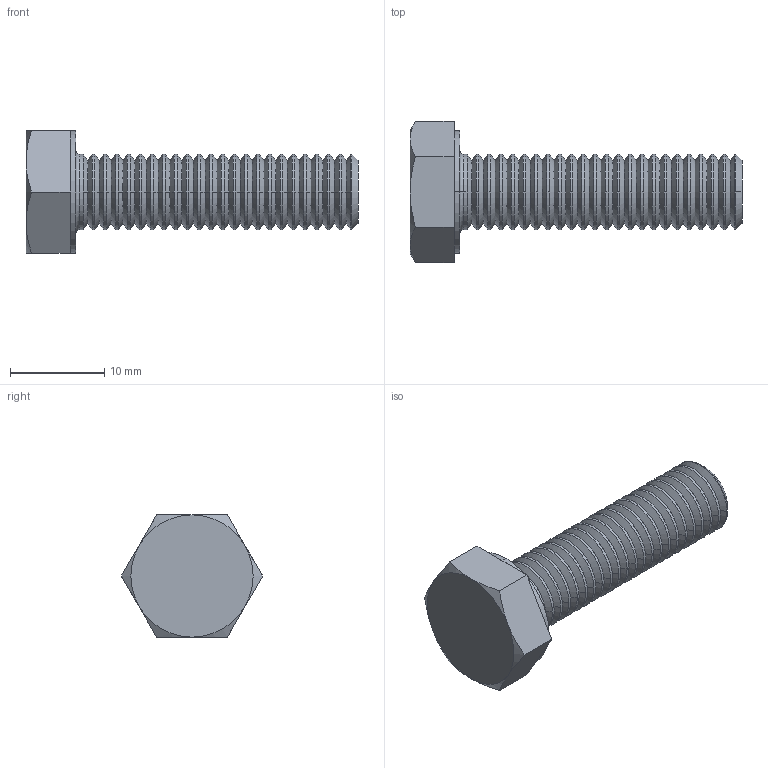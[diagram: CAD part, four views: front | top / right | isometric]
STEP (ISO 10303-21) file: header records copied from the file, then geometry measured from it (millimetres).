
FILE_DESCRIPTION (( 'STEP AP203' ), '1' );
FILE_NAME ('Bolt 1_Défaut_sldprt.STEP', '2020-01-15T10:59:44', ( '' ), ( '' ), 'SwSTEP 2.0', 'SolidWorks 2017', '' );
FILE_SCHEMA (( 'CONFIG_CONTROL_DESIGN' ));
Length unit declared in the file: millimetre
Products named in the file (1): Bolt 1_Défaut_sldprt
Bounding box: 35.3 x 15.01 x 13 mm (x, y, z)
Volume: 2086.5 mm3; surface area: 1592.4 mm2
Topology: 1 solids, 1 shells, 167 faces, 428 edges, 264 vertices
Faces by surface type: cone 100, cylinder 50, plane 15, torus 2
Entity records: 5245 total; most frequent: DIRECTION 1006, CARTESIAN_POINT 928, ORIENTED_EDGE 856, EDGE_CURVE 428, AXIS2_PLACEMENT_3D 422, VERTEX_POINT 264, CIRCLE 254, EDGE_LOOP 168
